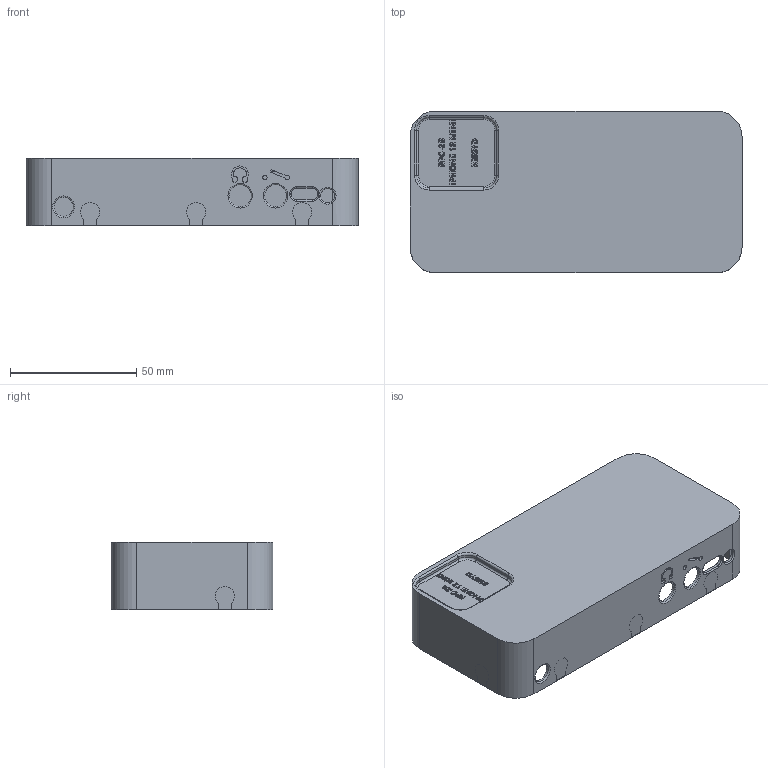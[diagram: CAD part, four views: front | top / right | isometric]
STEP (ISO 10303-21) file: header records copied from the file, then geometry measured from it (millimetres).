
FILE_DESCRIPTION(/* description */ (''),/* implementation_level */ '2;1');
FILE_NAME(/* name */ 'body.step',/* time_stamp */ '2022-08-20T12:58:30-07:00',/* author */ (''),/* organization */ (''),/* preprocessor_version */ 'ST-DEVELOPER v19',/* originating_system */ 'Autodesk Translation Framework v11.7.0.108',/* authorisation */ '');
FILE_SCHEMA (('AUTOMOTIVE_DESIGN { 1 0 10303 214 3 1 1 }'));
Length unit declared in the file: inch
Products named in the file (1): body
Bounding box: 131.32 x 64.01 x 26.67 mm (x, y, z)
Volume: 39784.4 mm3; surface area: 36733 mm2
Topology: 1 solids, 1 shells, 627 faces, 1676 edges, 1096 vertices
Faces by surface type: plane 283, bspline 225, cylinder 83, torus 36
Full cylindrical faces by diameter (mm): 1.778 x1, 4.039 x4, 5.588 x1, 6.35 x4, 7.62 x1, 8.68 x2, 9.87 x1, 44.73 x1, 55.27 x1
Entity records: 22803 total; most frequent: CARTESIAN_POINT 8455, ORIENTED_EDGE 3352, DIRECTION 2253, EDGE_CURVE 1676, VERTEX_POINT 1096, LINE 1001, VECTOR 1001, EDGE_LOOP 684
